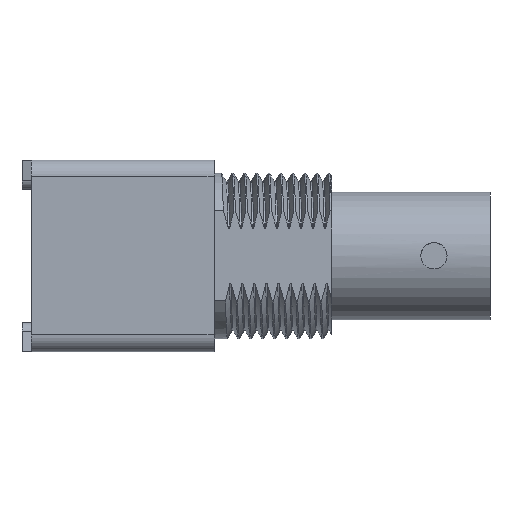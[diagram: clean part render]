
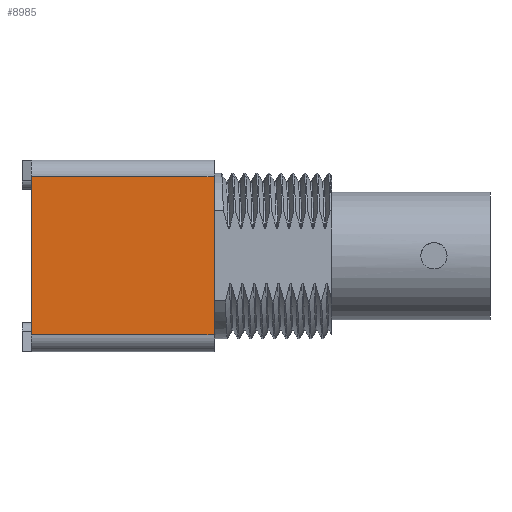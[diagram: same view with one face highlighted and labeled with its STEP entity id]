
A CAD part, top view. The second image highlights one B-rep face of the part: STEP entity #8985.
In plain terms, the highlighted planar face has unit normal (0, 0, 1).
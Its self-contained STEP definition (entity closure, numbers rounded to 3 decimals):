
#3404=DIRECTION('',(0.,1.,0.));
#3405=VECTOR('',#3404,11.963);
#3406=CARTESIAN_POINT('',(0.,-5.982,5.878));
#3407=LINE('',#3406,#3405);
#3412=DIRECTION('',(1.,0.,0.));
#3413=VECTOR('',#3412,13.818);
#3414=CARTESIAN_POINT('',(-13.818,5.982,5.878));
#3415=LINE('',#3414,#3413);
#3416=DIRECTION('',(1.,0.,0.));
#3417=VECTOR('',#3416,13.818);
#3418=CARTESIAN_POINT('',(-13.818,-5.982,5.878));
#3419=LINE('',#3418,#3417);
#3578=DIRECTION('',(0.,1.,0.));
#3579=VECTOR('',#3578,11.963);
#3580=CARTESIAN_POINT('',(-13.818,-5.982,5.878));
#3581=LINE('',#3580,#3579);
#5533=CARTESIAN_POINT('',(0.,5.982,5.878));
#5535=VERTEX_POINT('',#5533);
#5536=CARTESIAN_POINT('',(-13.818,5.982,5.878));
#5537=VERTEX_POINT('',#5536);
#5540=CARTESIAN_POINT('',(0.,-5.982,5.878));
#5542=VERTEX_POINT('',#5540);
#5546=CARTESIAN_POINT('',(-13.818,-5.982,5.878));
#5547=VERTEX_POINT('',#5546);
#8972=CARTESIAN_POINT('',(0.,-7.252,5.878));
#8973=DIRECTION('',(0.,0.,1.));
#8974=DIRECTION('',(0.,1.,0.));
#8975=AXIS2_PLACEMENT_3D('',#8972,#8973,#8974);
#8976=PLANE('',#8975);
#8977=ORIENTED_EDGE('',*,*,#8963,.T.);
#8978=ORIENTED_EDGE('',*,*,#8948,.F.);
#8980=ORIENTED_EDGE('',*,*,#8979,.F.);
#8982=ORIENTED_EDGE('',*,*,#8981,.T.);
#8983=EDGE_LOOP('',(#8977,#8978,#8980,#8982));
#8984=FACE_OUTER_BOUND('',#8983,.F.);
#8985=ADVANCED_FACE('',(#8984),#8976,.T.);
#8948=EDGE_CURVE('',#5542,#5535,#3407,.T.);
#8963=EDGE_CURVE('',#5537,#5535,#3415,.T.);
#8979=EDGE_CURVE('',#5547,#5542,#3419,.T.);
#8981=EDGE_CURVE('',#5547,#5537,#3581,.T.);
